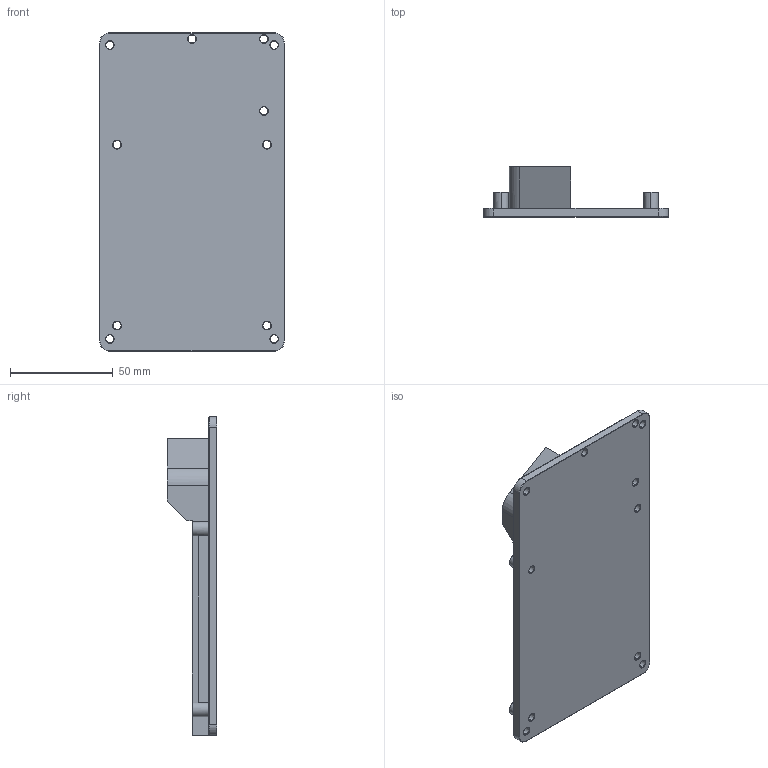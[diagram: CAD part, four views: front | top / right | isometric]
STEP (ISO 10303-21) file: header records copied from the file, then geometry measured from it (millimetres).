
FILE_DESCRIPTION (( 'STEP AP203' ), '1' );
FILE_NAME ('下位机安装支架_小政K6.STEP', '2024-01-19T05:09:51', ( 'Leo' ), ( '' ), 'SwSTEP 2.0', 'SolidWorks 2022', '' );
FILE_SCHEMA (( 'CONFIG_CONTROL_DESIGN' ));
Length unit declared in the file: millimetre
Products named in the file (1): 下位机安装支架_小政K6
Bounding box: 90 x 24.33 x 155 mm (x, y, z)
Volume: 45179.8 mm3; surface area: 42064.8 mm2
Topology: 1 solids, 1 shells, 163 faces, 405 edges, 245 vertices
Faces by surface type: cone 61, plane 59, cylinder 43
Entity records: 4920 total; most frequent: DIRECTION 885, CARTESIAN_POINT 826, ORIENTED_EDGE 810, EDGE_CURVE 405, AXIS2_PLACEMENT_3D 320, VERTEX_POINT 245, VECTOR 245, LINE 245
